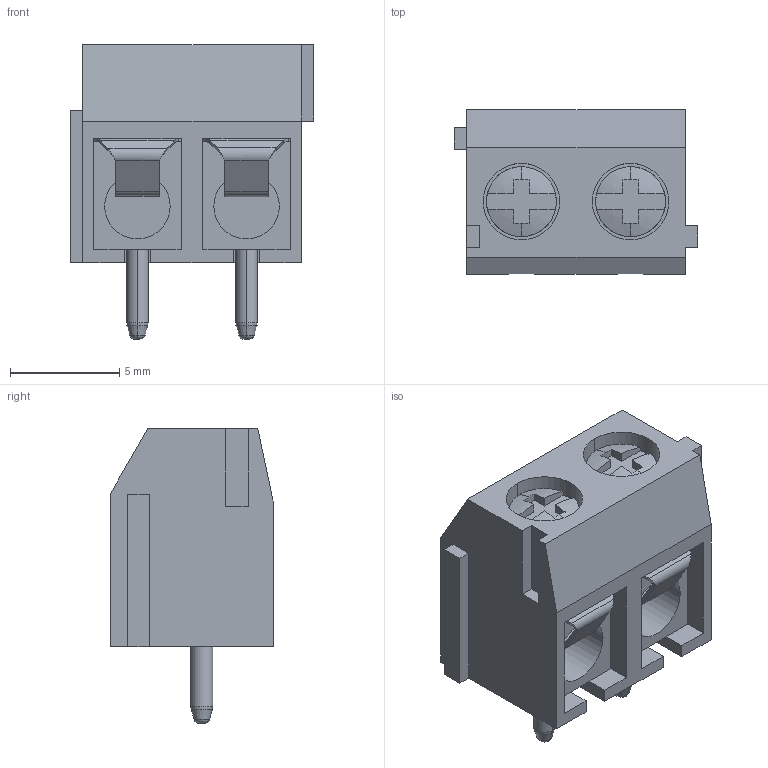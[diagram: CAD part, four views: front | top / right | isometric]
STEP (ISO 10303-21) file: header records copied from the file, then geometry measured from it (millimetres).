
FILE_DESCRIPTION(('FreeCAD Model'),'2;1');
FILE_NAME('TE_1776244_2_cp.step','2019-09-01T00:31:47',( 'kicad StepUp'),('ksu MCAD'),'Open CASCADE STEP processor 7.3', 'FreeCAD','Unknown');
FILE_SCHEMA(('AUTOMOTIVE_DESIGN { 1 0 10303 214 1 1 1 1 }'));
Length unit declared in the file: millimetre
Products named in the file (1): TE_1776244_2_cp
Bounding box: 11.16 x 7.5 x 13.5 mm (x, y, z)
Volume: 599.2 mm3; surface area: 1300 mm2
Topology: 7 solids, 7 shells, 200 faces, 478 edges, 296 vertices
Faces by surface type: plane 132, cylinder 40, sphere 12, bspline 8, revolution 4, cone 4
Entity records: 7269 total; most frequent: CARTESIAN_POINT 1237, ORIENTED_EDGE 948, DIRECTION 944, EDGE_CURVE 474, LINE 314, VECTOR 314, AXIS2_PLACEMENT_3D 313, VERTEX_POINT 296
